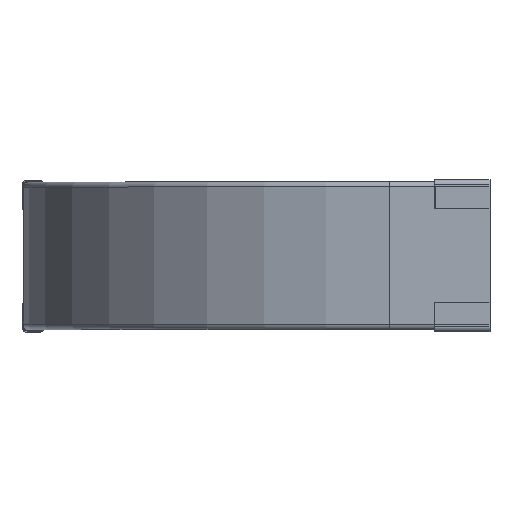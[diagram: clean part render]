
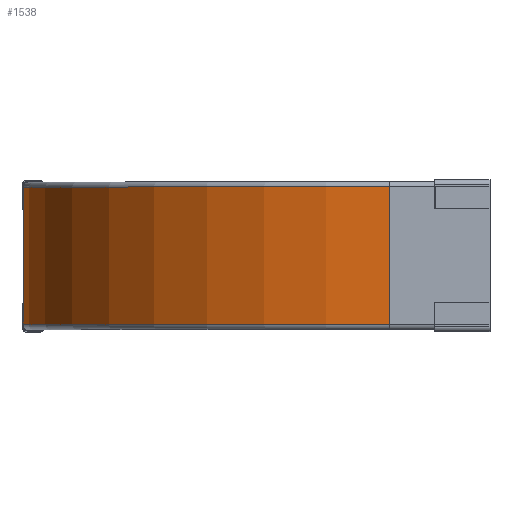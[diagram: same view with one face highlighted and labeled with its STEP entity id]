
A CAD part, top view. The second image highlights one B-rep face of the part: STEP entity #1538.
In plain terms, the highlighted cylindrical face has radius 200.75 mm (diameter 401.5 mm), a partial arc.
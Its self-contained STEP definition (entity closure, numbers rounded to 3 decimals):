
#56=CYLINDRICAL_SURFACE('',#1691,200.75);
#133=FACE_OUTER_BOUND('',#222,.T.);
#222=EDGE_LOOP('',(#1330,#1331,#1332,#1333));
#294=CIRCLE('',#1680,200.75);
#299=CIRCLE('',#1692,200.75);
#437=LINE('',#2573,#588);
#439=LINE('',#2577,#590);
#588=VECTOR('',#2106,1.);
#590=VECTOR('',#2110,1.);
#718=VERTEX_POINT('',#2511);
#726=VERTEX_POINT('',#2538);
#737=VERTEX_POINT('',#2572);
#738=VERTEX_POINT('',#2576);
#923=EDGE_CURVE('',#718,#726,#294,.T.);
#939=EDGE_CURVE('',#718,#737,#437,.T.);
#941=EDGE_CURVE('',#726,#738,#439,.T.);
#942=EDGE_CURVE('',#737,#738,#299,.T.);
#1330=ORIENTED_EDGE('',*,*,#941,.T.);
#1331=ORIENTED_EDGE('',*,*,#942,.F.);
#1332=ORIENTED_EDGE('',*,*,#939,.F.);
#1333=ORIENTED_EDGE('',*,*,#923,.T.);
#1538=ADVANCED_FACE('',(#133),#56,.T.);
#1680=AXIS2_PLACEMENT_3D('',#2540,#2073,#2074);
#1691=AXIS2_PLACEMENT_3D('',#2575,#2108,#2109);
#1692=AXIS2_PLACEMENT_3D('',#2578,#2111,#2112);
#2073=DIRECTION('center_axis',(0.,1.,0.));
#2074=DIRECTION('ref_axis',(-1.,0.,0.));
#2106=DIRECTION('',(0.,1.,0.));
#2108=DIRECTION('center_axis',(0.,1.,0.));
#2109=DIRECTION('ref_axis',(-1.,0.,0.));
#2110=DIRECTION('',(0.,1.,0.));
#2111=DIRECTION('center_axis',(0.,1.,0.));
#2112=DIRECTION('ref_axis',(-1.,0.,0.));
#2511=CARTESIAN_POINT('',(24.737,9.204,54.802));
#2538=CARTESIAN_POINT('',(225.487,9.204,255.552));
#2540=CARTESIAN_POINT('Origin',(225.487,9.204,54.802));
#2572=CARTESIAN_POINT('',(24.737,84.601,54.802));
#2573=CARTESIAN_POINT('',(24.737,84.601,54.802));
#2575=CARTESIAN_POINT('Origin',(225.487,10.803,54.802));
#2576=CARTESIAN_POINT('',(225.487,84.601,255.552));
#2577=CARTESIAN_POINT('',(225.487,84.601,255.552));
#2578=CARTESIAN_POINT('Origin',(225.487,84.601,54.802));
